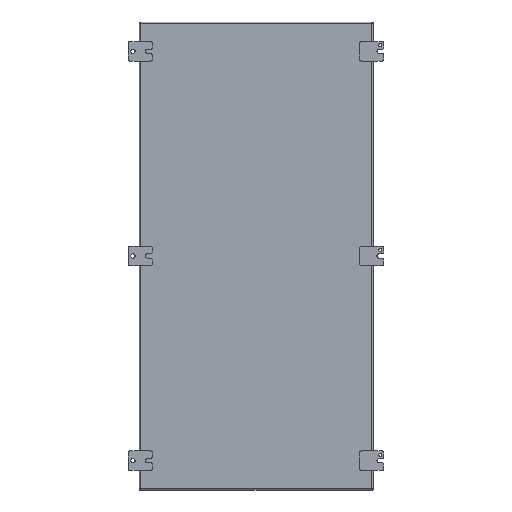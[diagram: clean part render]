
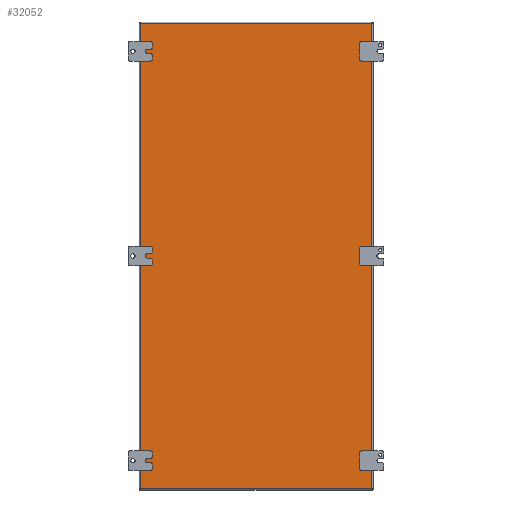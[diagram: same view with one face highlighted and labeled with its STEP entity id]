
A CAD part, left-side view. The second image highlights one B-rep face of the part: STEP entity #32052.
In plain terms, the highlighted face is planar.
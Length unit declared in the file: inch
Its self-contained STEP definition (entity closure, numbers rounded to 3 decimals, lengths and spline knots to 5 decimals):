
#914 = EDGE_CURVE ( 'NONE', #91500, #70088, #55627, .T. ) ;
#3700 = ORIENTED_EDGE ( 'NONE', *, *, #67975, .F. ) ;
#9841 = DIRECTION ( 'NONE',  ( 0., -1., 0. ) ) ;
#10315 = CARTESIAN_POINT ( 'NONE',  ( -23.905, 0.095, -11.905 ) ) ;
#18449 = VECTOR ( 'NONE', #67193, 39.37008 ) ;
#21213 = DIRECTION ( 'NONE',  ( 0., 0., -1. ) ) ;
#23759 = CARTESIAN_POINT ( 'NONE',  ( -23.857, 0.095, 11.857 ) ) ;
#24917 = CARTESIAN_POINT ( 'NONE',  ( -23.857, 0.095, -11.857 ) ) ;
#29028 = CARTESIAN_POINT ( 'NONE',  ( 23.857, 0.095, -11.857 ) ) ;
#32052 = ADVANCED_FACE ( 'NONE', ( #117725 ), #128414, .F. ) ;
#32708 = CARTESIAN_POINT ( 'NONE',  ( 23.857, 0.095, 11.857 ) ) ;
#42348 = CARTESIAN_POINT ( 'NONE',  ( -23.857, 0.095, 11.857 ) ) ;
#43657 = VECTOR ( 'NONE', #89504, 39.37008 ) ;
#45223 = EDGE_CURVE ( 'NONE', #70088, #105069, #118410, .T. ) ;
#48515 = CARTESIAN_POINT ( 'NONE',  ( -23.857, 0.095, -11.857 ) ) ;
#53847 = LINE ( 'NONE', #99879, #43657 ) ;
#55627 = LINE ( 'NONE', #23759, #18449 ) ;
#60724 = VECTOR ( 'NONE', #73784, 39.37008 ) ;
#61183 = AXIS2_PLACEMENT_3D ( 'NONE', #10315, #9841, #21213 ) ;
#67193 = DIRECTION ( 'NONE',  ( 0., 0., -1. ) ) ;
#67975 = EDGE_CURVE ( 'NONE', #105069, #102172, #123189, .T. ) ;
#70088 = VERTEX_POINT ( 'NONE', #24917 ) ;
#73784 = DIRECTION ( 'NONE',  ( 0., 0., 1. ) ) ;
#77951 = VECTOR ( 'NONE', #135345, 39.37008 ) ;
#84588 = CARTESIAN_POINT ( 'NONE',  ( 23.857, 0.095, -11.857 ) ) ;
#88891 = ORIENTED_EDGE ( 'NONE', *, *, #45223, .F. ) ;
#89504 = DIRECTION ( 'NONE',  ( -1., 0., 0. ) ) ;
#91241 = ORIENTED_EDGE ( 'NONE', *, *, #914, .F. ) ;
#91500 = VERTEX_POINT ( 'NONE', #42348 ) ;
#98843 = EDGE_CURVE ( 'NONE', #102172, #91500, #53847, .T. ) ;
#99879 = CARTESIAN_POINT ( 'NONE',  ( 23.857, 0.095, 11.857 ) ) ;
#102172 = VERTEX_POINT ( 'NONE', #32708 ) ;
#105069 = VERTEX_POINT ( 'NONE', #29028 ) ;
#117725 = FACE_OUTER_BOUND ( 'NONE', #138009, .T. ) ;
#118410 = LINE ( 'NONE', #48515, #77951 ) ;
#123189 = LINE ( 'NONE', #84588, #60724 ) ;
#128414 = PLANE ( 'NONE',  #61183 ) ;
#128906 = ORIENTED_EDGE ( 'NONE', *, *, #98843, .F. ) ;
#135345 = DIRECTION ( 'NONE',  ( 1., 0., 0. ) ) ;
#138009 = EDGE_LOOP ( 'NONE', ( #3700, #88891, #91241, #128906 ) ) ;
